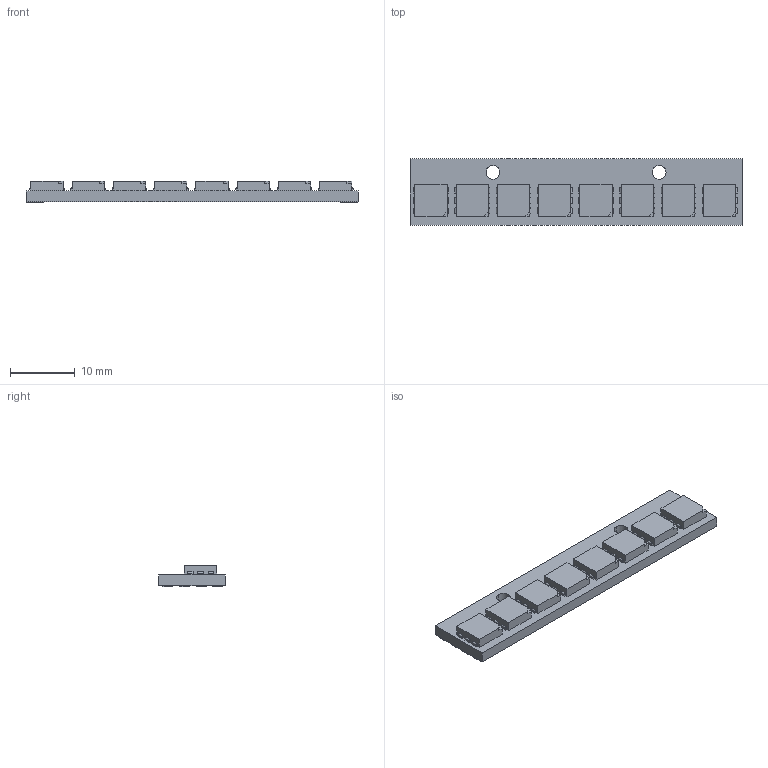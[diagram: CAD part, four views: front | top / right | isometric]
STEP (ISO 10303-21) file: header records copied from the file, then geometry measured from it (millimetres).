
FILE_DESCRIPTION (( 'STEP AP203' ), '1' );
FILE_NAME ('led_strip.STEP', '2025-01-22T10:37:09', ( '' ), ( '' ), 'SwSTEP 2.0', 'SolidWorks 2024', '' );
FILE_SCHEMA (( 'CONFIG_CONTROL_DESIGN' ));
Length unit declared in the file: inch
Products named in the file (1): led_strip
Bounding box: 51.1 x 10.22 x 3.27 mm (x, y, z)
Volume: 1180.4 mm3; surface area: 2018.6 mm2
Topology: 17 solids, 17 shells, 482 faces, 1320 edges, 880 vertices
Faces by surface type: plane 318, cylinder 164
Entity records: 15327 total; most frequent: CARTESIAN_POINT 2683, ORIENTED_EDGE 2640, DIRECTION 2614, EDGE_CURVE 1320, VECTOR 992, LINE 992, VERTEX_POINT 880, AXIS2_PLACEMENT_3D 811
